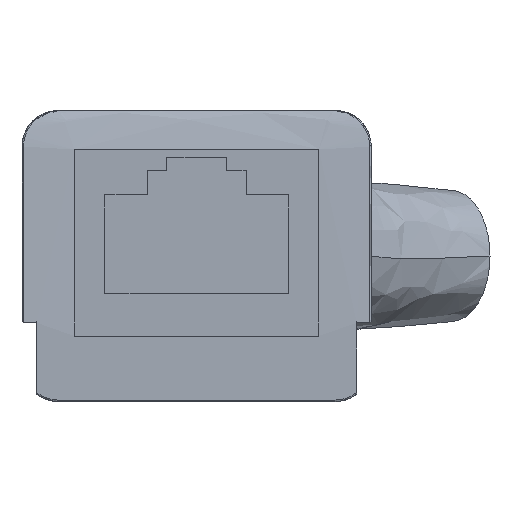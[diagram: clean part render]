
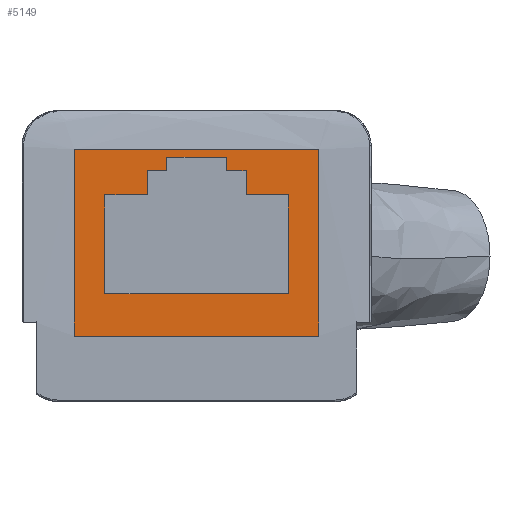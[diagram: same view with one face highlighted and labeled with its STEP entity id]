
A CAD part, left-side view. The second image highlights one B-rep face of the part: STEP entity #5149.
In plain terms, the highlighted free-form (B-spline) face has degree [1, 1] with [2, 2] control points.
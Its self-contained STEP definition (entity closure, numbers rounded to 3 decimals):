
#664 = VERTEX_POINT('',#665);
#665 = CARTESIAN_POINT('',(-34.098,12.137,
    25.025));
#673 = EDGE_CURVE('',#674,#664,#676,.T.);
#674 = VERTEX_POINT('',#675);
#675 = CARTESIAN_POINT('',(-34.098,-12.137,
    25.025));
#676 = B_SPLINE_CURVE_WITH_KNOTS('',1,(#677,#678),.UNSPECIFIED.,.F.,.F.,
  (2,2),(0.,16.8),.PIECEWISE_BEZIER_KNOTS.);
#677 = CARTESIAN_POINT('',(-34.098,-12.137,
    25.025));
#678 = CARTESIAN_POINT('',(-34.098,12.137,
    25.025));
#5096 = EDGE_CURVE('',#5097,#674,#5099,.T.);
#5097 = VERTEX_POINT('',#5098);
#5098 = CARTESIAN_POINT('',(-34.098,-12.137,
    6.502));
#5099 = B_SPLINE_CURVE_WITH_KNOTS('',1,(#5100,#5101),.UNSPECIFIED.,.F.,
  .F.,(2,2),(-13.4,-0.579),.PIECEWISE_BEZIER_KNOTS.);
#5100 = CARTESIAN_POINT('',(-34.098,-12.137,
    6.502));
#5101 = CARTESIAN_POINT('',(-34.098,-12.137,
    25.025));
#5118 = EDGE_CURVE('',#5119,#5097,#5121,.T.);
#5119 = VERTEX_POINT('',#5120);
#5120 = CARTESIAN_POINT('',(-34.098,12.137,
    6.502));
#5121 = B_SPLINE_CURVE_WITH_KNOTS('',1,(#5122,#5123),.UNSPECIFIED.,.F.,
  .F.,(2,2),(0.,16.8),.PIECEWISE_BEZIER_KNOTS.);
#5122 = CARTESIAN_POINT('',(-34.098,12.137,
    6.502));
#5123 = CARTESIAN_POINT('',(-34.098,-12.137,
    6.502));
#5138 = EDGE_CURVE('',#664,#5119,#5139,.T.);
#5139 = B_SPLINE_CURVE_WITH_KNOTS('',1,(#5140,#5141),.UNSPECIFIED.,.F.,
  .F.,(2,2),(0.579,13.4),.PIECEWISE_BEZIER_KNOTS.);
#5140 = CARTESIAN_POINT('',(-34.098,12.137,
    25.025));
#5141 = CARTESIAN_POINT('',(-34.098,12.137,
    6.502));
#5149 = ADVANCED_FACE('',(#5150,#5236),#5242,.F.);
#5150 = FACE_BOUND('',#5151,.T.);
#5151 = EDGE_LOOP('',(#5152,#5161,#5168,#5175,#5182,#5189,#5196,#5203,
    #5210,#5217,#5224,#5231));
#5152 = ORIENTED_EDGE('',*,*,#5153,.F.);
#5153 = EDGE_CURVE('',#5154,#5156,#5158,.T.);
#5154 = VERTEX_POINT('',#5155);
#5155 = CARTESIAN_POINT('',(-34.098,9.102,
    20.517));
#5156 = VERTEX_POINT('',#5157);
#5157 = CARTESIAN_POINT('',(-34.098,9.102,
    10.692));
#5158 = B_SPLINE_CURVE_WITH_KNOTS('',1,(#5159,#5160),.UNSPECIFIED.,.F.,
  .F.,(2,2),(0.,6.8),.PIECEWISE_BEZIER_KNOTS.);
#5159 = CARTESIAN_POINT('',(-34.098,9.102,
    20.517));
#5160 = CARTESIAN_POINT('',(-34.098,9.102,
    10.692));
#5161 = ORIENTED_EDGE('',*,*,#5162,.F.);
#5162 = EDGE_CURVE('',#5163,#5154,#5165,.T.);
#5163 = VERTEX_POINT('',#5164);
#5164 = CARTESIAN_POINT('',(-34.098,4.912,
    20.517));
#5165 = B_SPLINE_CURVE_WITH_KNOTS('',1,(#5166,#5167),.UNSPECIFIED.,.F.,
  .F.,(2,2),(-2.9,0.),.PIECEWISE_BEZIER_KNOTS.);
#5166 = CARTESIAN_POINT('',(-34.098,4.912,
    20.517));
#5167 = CARTESIAN_POINT('',(-34.098,9.102,
    20.517));
#5168 = ORIENTED_EDGE('',*,*,#5169,.F.);
#5169 = EDGE_CURVE('',#5170,#5163,#5172,.T.);
#5170 = VERTEX_POINT('',#5171);
#5171 = CARTESIAN_POINT('',(-34.098,4.912,
    22.9));
#5172 = B_SPLINE_CURVE_WITH_KNOTS('',1,(#5173,#5174),.UNSPECIFIED.,.F.,
  .F.,(2,2),(-1.65,-0.),.PIECEWISE_BEZIER_KNOTS.);
#5173 = CARTESIAN_POINT('',(-34.098,4.912,
    22.9));
#5174 = CARTESIAN_POINT('',(-34.098,4.912,
    20.517));
#5175 = ORIENTED_EDGE('',*,*,#5176,.F.);
#5176 = EDGE_CURVE('',#5177,#5170,#5179,.T.);
#5177 = VERTEX_POINT('',#5178);
#5178 = CARTESIAN_POINT('',(-34.098,2.962,
    22.9));
#5179 = B_SPLINE_CURVE_WITH_KNOTS('',1,(#5180,#5181),.UNSPECIFIED.,.F.,
  .F.,(2,2),(-1.35,0.),.PIECEWISE_BEZIER_KNOTS.);
#5180 = CARTESIAN_POINT('',(-34.098,2.962,
    22.9));
#5181 = CARTESIAN_POINT('',(-34.098,4.912,
    22.9));
#5182 = ORIENTED_EDGE('',*,*,#5183,.F.);
#5183 = EDGE_CURVE('',#5184,#5177,#5186,.T.);
#5184 = VERTEX_POINT('',#5185);
#5185 = CARTESIAN_POINT('',(-34.098,2.962,
    24.273));
#5186 = B_SPLINE_CURVE_WITH_KNOTS('',1,(#5187,#5188),.UNSPECIFIED.,.F.,
  .F.,(2,2),(-0.95,0.),.PIECEWISE_BEZIER_KNOTS.);
#5187 = CARTESIAN_POINT('',(-34.098,2.962,
    24.273));
#5188 = CARTESIAN_POINT('',(-34.098,2.962,
    22.9));
#5189 = ORIENTED_EDGE('',*,*,#5190,.F.);
#5190 = EDGE_CURVE('',#5191,#5184,#5193,.T.);
#5191 = VERTEX_POINT('',#5192);
#5192 = CARTESIAN_POINT('',(-34.098,-2.962,
    24.273));
#5193 = B_SPLINE_CURVE_WITH_KNOTS('',1,(#5194,#5195),.UNSPECIFIED.,.F.,
  .F.,(2,2),(-4.1,0.),.PIECEWISE_BEZIER_KNOTS.);
#5194 = CARTESIAN_POINT('',(-34.098,-2.962,
    24.273));
#5195 = CARTESIAN_POINT('',(-34.098,2.962,
    24.273));
#5196 = ORIENTED_EDGE('',*,*,#5197,.F.);
#5197 = EDGE_CURVE('',#5198,#5191,#5200,.T.);
#5198 = VERTEX_POINT('',#5199);
#5199 = CARTESIAN_POINT('',(-34.098,-2.962,
    22.9));
#5200 = B_SPLINE_CURVE_WITH_KNOTS('',1,(#5201,#5202),.UNSPECIFIED.,.F.,
  .F.,(2,2),(0.,0.95),.PIECEWISE_BEZIER_KNOTS.);
#5201 = CARTESIAN_POINT('',(-34.098,-2.962,
    22.9));
#5202 = CARTESIAN_POINT('',(-34.098,-2.962,
    24.273));
#5203 = ORIENTED_EDGE('',*,*,#5204,.F.);
#5204 = EDGE_CURVE('',#5205,#5198,#5207,.T.);
#5205 = VERTEX_POINT('',#5206);
#5206 = CARTESIAN_POINT('',(-34.098,-4.912,
    22.9));
#5207 = B_SPLINE_CURVE_WITH_KNOTS('',1,(#5208,#5209),.UNSPECIFIED.,.F.,
  .F.,(2,2),(-1.35,0.),.PIECEWISE_BEZIER_KNOTS.);
#5208 = CARTESIAN_POINT('',(-34.098,-4.912,
    22.9));
#5209 = CARTESIAN_POINT('',(-34.098,-2.962,
    22.9));
#5210 = ORIENTED_EDGE('',*,*,#5211,.F.);
#5211 = EDGE_CURVE('',#5212,#5205,#5214,.T.);
#5212 = VERTEX_POINT('',#5213);
#5213 = CARTESIAN_POINT('',(-34.098,-4.912,
    20.517));
#5214 = B_SPLINE_CURVE_WITH_KNOTS('',1,(#5215,#5216),.UNSPECIFIED.,.F.,
  .F.,(2,2),(0.,1.65),.PIECEWISE_BEZIER_KNOTS.);
#5215 = CARTESIAN_POINT('',(-34.098,-4.912,
    20.517));
#5216 = CARTESIAN_POINT('',(-34.098,-4.912,
    22.9));
#5217 = ORIENTED_EDGE('',*,*,#5218,.F.);
#5218 = EDGE_CURVE('',#5219,#5212,#5221,.T.);
#5219 = VERTEX_POINT('',#5220);
#5220 = CARTESIAN_POINT('',(-34.098,-9.102,
    20.517));
#5221 = B_SPLINE_CURVE_WITH_KNOTS('',1,(#5222,#5223),.UNSPECIFIED.,.F.,
  .F.,(2,2),(-2.9,0.),.PIECEWISE_BEZIER_KNOTS.);
#5222 = CARTESIAN_POINT('',(-34.098,-9.102,
    20.517));
#5223 = CARTESIAN_POINT('',(-34.098,-4.912,
    20.517));
#5224 = ORIENTED_EDGE('',*,*,#5225,.F.);
#5225 = EDGE_CURVE('',#5226,#5219,#5228,.T.);
#5226 = VERTEX_POINT('',#5227);
#5227 = CARTESIAN_POINT('',(-34.098,-9.102,
    10.692));
#5228 = B_SPLINE_CURVE_WITH_KNOTS('',1,(#5229,#5230),.UNSPECIFIED.,.F.,
  .F.,(2,2),(-6.8,0.),.PIECEWISE_BEZIER_KNOTS.);
#5229 = CARTESIAN_POINT('',(-34.098,-9.102,
    10.692));
#5230 = CARTESIAN_POINT('',(-34.098,-9.102,
    20.517));
#5231 = ORIENTED_EDGE('',*,*,#5232,.F.);
#5232 = EDGE_CURVE('',#5156,#5226,#5233,.T.);
#5233 = B_SPLINE_CURVE_WITH_KNOTS('',1,(#5234,#5235),.UNSPECIFIED.,.F.,
  .F.,(2,2),(0.,12.6),.PIECEWISE_BEZIER_KNOTS.);
#5234 = CARTESIAN_POINT('',(-34.098,9.102,
    10.692));
#5235 = CARTESIAN_POINT('',(-34.098,-9.102,
    10.692));
#5236 = FACE_BOUND('',#5237,.T.);
#5237 = EDGE_LOOP('',(#5238,#5239,#5240,#5241));
#5238 = ORIENTED_EDGE('',*,*,#5096,.T.);
#5239 = ORIENTED_EDGE('',*,*,#673,.T.);
#5240 = ORIENTED_EDGE('',*,*,#5138,.T.);
#5241 = ORIENTED_EDGE('',*,*,#5118,.T.);
#5242 = B_SPLINE_SURFACE_WITH_KNOTS('',1,1,(
    (#5243,#5244)
    ,(#5245,#5246
    )),.UNSPECIFIED.,.F.,.F.,.F.,(2,2),(2,2),(-17.321,-4.5),(
    -8.4,8.4),.PIECEWISE_BEZIER_KNOTS.);
#5243 = CARTESIAN_POINT('',(-34.098,-12.137,
    25.025));
#5244 = CARTESIAN_POINT('',(-34.098,12.137,
    25.025));
#5245 = CARTESIAN_POINT('',(-34.098,-12.137,
    6.502));
#5246 = CARTESIAN_POINT('',(-34.098,12.137,
    6.502));
